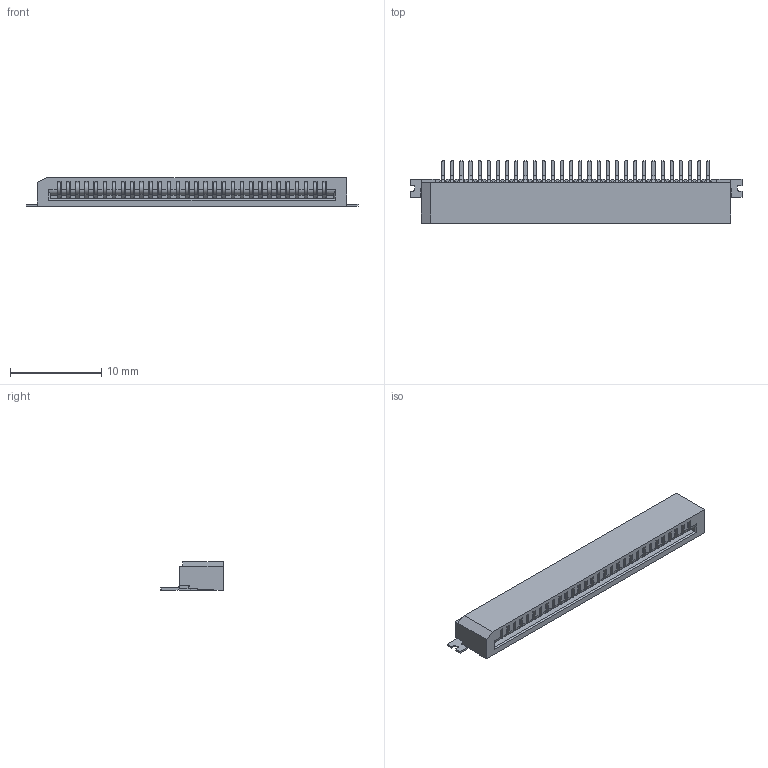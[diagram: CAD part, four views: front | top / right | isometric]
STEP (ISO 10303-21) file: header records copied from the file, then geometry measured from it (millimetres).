
FILE_DESCRIPTION(/* description */ ('Unknown'),/* implementation_level */ '2;1');
FILE_NAME(/* name */ '686130188622',/* time_stamp */ '2019-06-17T16:40:05+02:00',/* author */ ('Unknown'),/* organization */ ('Unknown'),/* preprocessor_version */ 'ST-DEVELOPER v16.7',/* originating_system */ 'DEX',/* authorisation */ $);
FILE_SCHEMA (('AUTOMOTIVE_DESIGN {1 0 10303 214 3 1 1}'));
Length unit declared in the file: millimetre
Products named in the file (5): 6861xx188622; 686130188622; 6861xx188622_Pin; 6861xx188622_PadGh; 6861xx188622_PadDt
Assembly tree (33 placements, depth 2):
  6861xx188622
    686130188622
    6861xx188622_Pin  x30
    6861xx188622_PadGh
    6861xx188622_PadDt
Bounding box: 36.3 x 6.8 x 3.11 mm (x, y, z)
Volume: 365.5 mm3; surface area: 1658.4 mm2
Topology: 33 solids, 33 shells, 2332 faces, 6788 edges, 4463 vertices
Faces by surface type: plane 1751, cylinder 581
Entity records: 29724 total; most frequent: ORIENTED_EDGE 5340, CARTESIAN_POINT 5323, DIRECTION 4624, EDGE_CURVE 2670, LINE 2548, VECTOR 2548, VERTEX_POINT 1737, AXIS2_PLACEMENT_3D 1038
